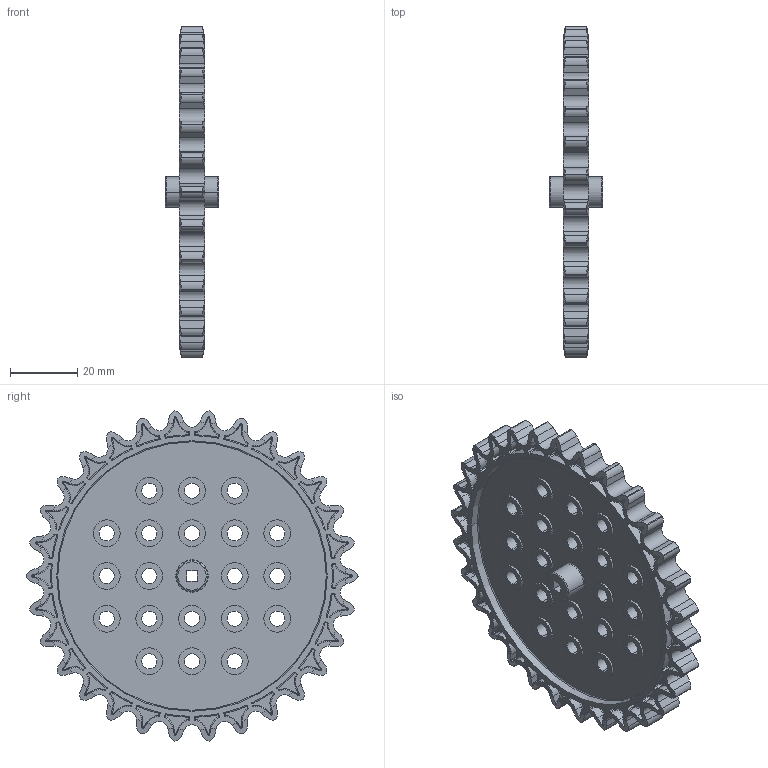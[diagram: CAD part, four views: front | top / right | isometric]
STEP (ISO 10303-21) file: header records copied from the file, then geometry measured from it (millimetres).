
FILE_DESCRIPTION((''),'2;1');
FILE_NAME('SPROCKET-HS-30-TOOTH','2008-08-30T',('np17'),(''),'PRO/ENGINEER BY PARAMETRIC TECHNOLOGY CORPORATION, 2007090','PRO/ENGINEER BY PARAMETRIC TECHNOLOGY CORPORATION, 2007090','');
FILE_SCHEMA(('CONFIG_CONTROL_DESIGN'));
Length unit declared in the file: millimetre
Products named in the file (1): SPROCKET-HS-30-TOOTH
Bounding box: 15.88 x 98.83 x 98.29 mm (x, y, z)
Volume: 20625.6 mm3; surface area: 23166.8 mm2
Topology: 1 solids, 1 shells, 2173 faces, 5233 edges, 3106 vertices
Faces by surface type: cylinder 1095, plane 410, torus 308, sphere 240, cone 60, bspline 60
Entity records: 69369 total; most frequent: CARTESIAN_POINT 18934, DIRECTION 11069, ORIENTED_EDGE 10466, EDGE_CURVE 5233, AXIS2_PLACEMENT_3D 4591, VERTEX_POINT 3106, CIRCLE 2478, EDGE_LOOP 2259
